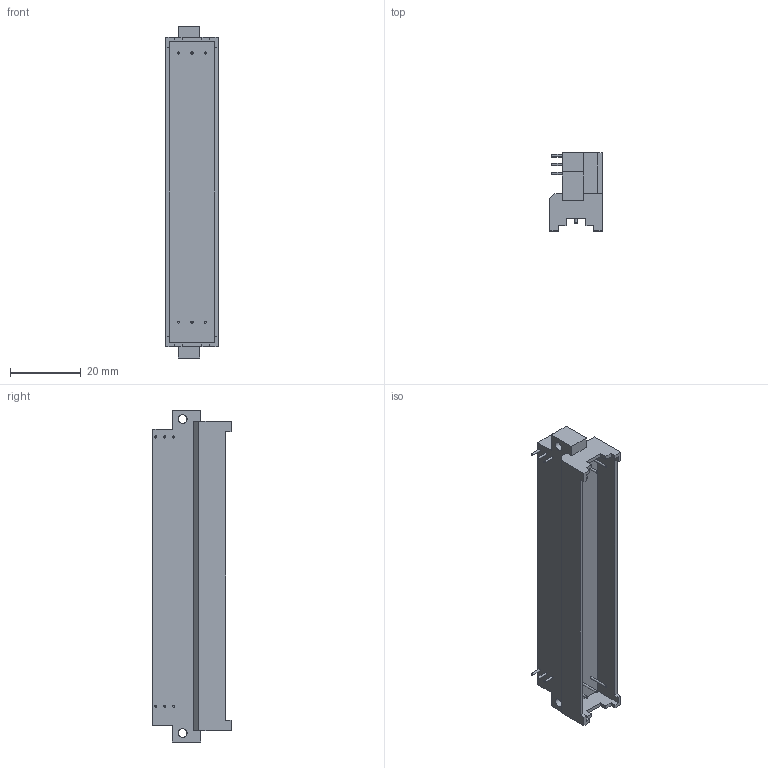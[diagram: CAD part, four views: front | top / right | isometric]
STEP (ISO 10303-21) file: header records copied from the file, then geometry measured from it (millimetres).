
FILE_DESCRIPTION((''),'2;1');
FILE_NAME('0906_DIN_Type_F_angled_male_48_pole.stp', '2004-07-28T09:22:02',('User'),('SDRC'),'I-DEAS Master Series 9','UNIX', 'Yes');
FILE_SCHEMA(('AUTOMOTIVE_DESIGN { 1 0 10303 214 1 1 1 1 }'));
Length unit declared in the file: millimetre
Products named in the file (1): 0906_DIN_Type_F_angled_male_48_pole
Bounding box: 14.8 x 22.1 x 94 mm (x, y, z)
Volume: 15371.7 mm3; surface area: 8349.3 mm2
Topology: 1 solids, 1 shells, 80 faces, 198 edges, 132 vertices
Faces by surface type: bspline 80
Entity records: 2473 total; most frequent: CARTESIAN_POINT 1129, ORIENTED_EDGE 396, EDGE_CURVE 198, VERTEX_POINT 132, EDGE_LOOP 96, QUASI_UNIFORM_CURVE 88, B_SPLINE_CURVE_WITH_KNOTS 82, FACE_OUTER_BOUND 80
